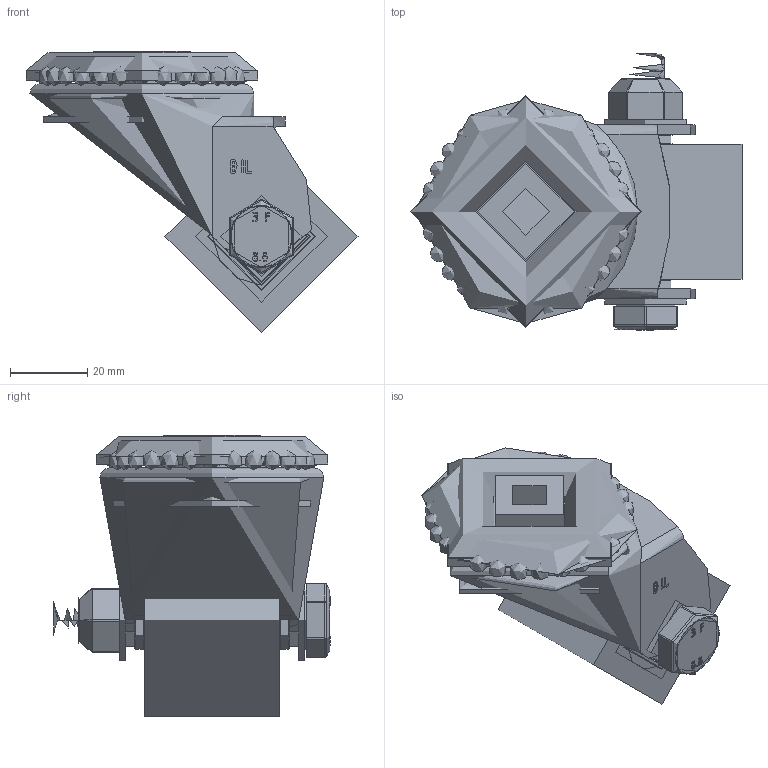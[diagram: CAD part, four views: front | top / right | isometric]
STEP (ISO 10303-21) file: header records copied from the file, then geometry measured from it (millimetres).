
FILE_DESCRIPTION(/* description */ (''),/* implementation_level */ '2;1');
FILE_NAME(/* name */ 'BLKLR50PTBJBH12.step',/* time_stamp */ '2024-08-20T09:48:56+01:00',/* author */ (''),/* organization */ (''),/* preprocessor_version */ 'ST-DEVELOPER v20',/* originating_system */ 'Autodesk Translation Framework v13.14.0.145',/* authorisation */ '');
FILE_SCHEMA (('AUTOMOTIVE_DESIGN { 1 0 10303 214 3 1 1 }'));
Length unit declared in the file: millimetre
Products named in the file (31): BLKLR50PTBJBH12; BLKLR50ASBH12 v1; BLACK PAINTED PRESSED STEEL HEAD; BLACK PAINTED PRESSED STEEL HEAD Geometry; balls; Component1; BLACK PAINTED PRESSED STEEL FORKS; BZH50WPTBJM12 v1; POLYURETHANE TYRE; CAST IRON RIM; BEARING6001; Pattern; BEARING6001 (1); Pattern (1); Component4; OUTER; INNER; MIDDLE; RUBBER; TH12X3X10 v1; ZINC PLATED HEADED SPACER; TH12X3X10 v1 (1); ZINC PLATED HEADED SPACER (1); WM10X21X1BLK v1; BLACK ZINC WASHER; WM10X21X1BLK v1 (1); BLACK ZINC WASHER (1); BOLTM10X65BLK v2; GRADE 8.8 BLACK PAINTED BOLT; NM10STOVERNUT v1; STOVER LOCKING NUT
Assembly tree (78 placements, depth 5):
  BLKLR50PTBJBH12
    BLKLR50ASBH12 v1
      BLACK PAINTED PRESSED STEEL HEAD
        BLACK PAINTED PRESSED STEEL HEAD Geometry
        balls
          Component1  x28
      BLACK PAINTED PRESSED STEEL FORKS
    BZH50WPTBJM12 v1
      POLYURETHANE TYRE
      CAST IRON RIM
      BEARING6001
        OUTER
        INNER
        Pattern
          Component4  x8
        MIDDLE
        RUBBER  x2
      BEARING6001 (1)
        Pattern (1)
          Component4  x8
        OUTER
        INNER
        MIDDLE
        RUBBER  x2
    TH12X3X10 v1
      ZINC PLATED HEADED SPACER
    TH12X3X10 v1 (1)
      ZINC PLATED HEADED SPACER (1)
    WM10X21X1BLK v1
      BLACK ZINC WASHER
    WM10X21X1BLK v1 (1)
      BLACK ZINC WASHER (1)
    BOLTM10X65BLK v2
      GRADE 8.8 BLACK PAINTED BOLT
    NM10STOVERNUT v1
      STOVER LOCKING NUT
Bounding box: 86 x 71.7 x 73 mm (x, y, z)
Volume: 94500.4 mm3; surface area: 67032.9 mm2
Topology: 64 solids, 64 shells, 699 faces, 1652 edges, 985 vertices
Faces by surface type: cylinder 212, sphere 200, plane 171, bspline 50, torus 36, cone 30
Full cylindrical faces by diameter (mm): 8.141 x13, 9.85 x15, 10 x2, 10.2 x2, 10.5 x4, 11.8 x2, 12 x2, 12.2 x1, 15 x2, 15.5 x3, 17 x8, 17.5 x4, 18 x4, 21 x2, 22 x1, 24.72 x8, 25 x1, 25.5 x2, 27.975 x1, 28 x4, 34 x2, 36 x1, 50 x1, 51 x1, 53 x1, 58 x2, 60 x1
Entity records: 26228 total; most frequent: CARTESIAN_POINT 14284, DIRECTION 2458, ORIENTED_EDGE 2236, EDGE_CURVE 1118, AXIS2_PLACEMENT_3D 1052, VERTEX_POINT 681, EDGE_LOOP 531, CIRCLE 512
